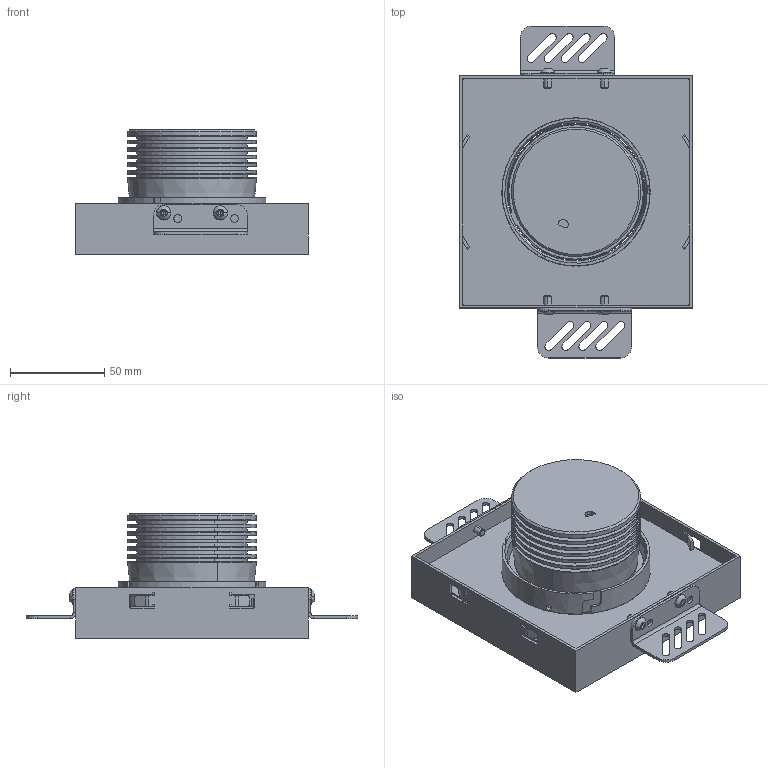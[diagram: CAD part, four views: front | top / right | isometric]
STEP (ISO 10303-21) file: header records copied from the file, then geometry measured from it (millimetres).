
FILE_DESCRIPTION (( 'STEP AP214' ), '1' );
FILE_NAME ('DOTs EDGELESS ASSEMBLY PUBLIC.STEP', '2023-11-16T10:13:52', ( '' ), ( '' ), 'SwSTEP 2.0', 'SolidWorks 2018', '' );
FILE_SCHEMA (( 'AUTOMOTIVE_DESIGN' ));
Length unit declared in the file: millimetre
Products named in the file (1): DOTs EDGELESS ASSEMBLY PUBLIC
Bounding box: 123 x 176 x 66.1 mm (x, y, z)
Volume: 177232.3 mm3; surface area: 101761 mm2
Topology: 10 solids, 15 shells, 545 faces, 1332 edges, 830 vertices
Faces by surface type: plane 258, cylinder 199, torus 42, cone 35, sphere 8, bspline 3
Entity records: 22556 total; most frequent: CARTESIAN_POINT 3347, DIRECTION 2915, ORIENTED_EDGE 2640, EDGE_CURVE 1320, AXIS2_PLACEMENT_3D 1098, VERTEX_POINT 830, VECTOR 719, LINE 719
